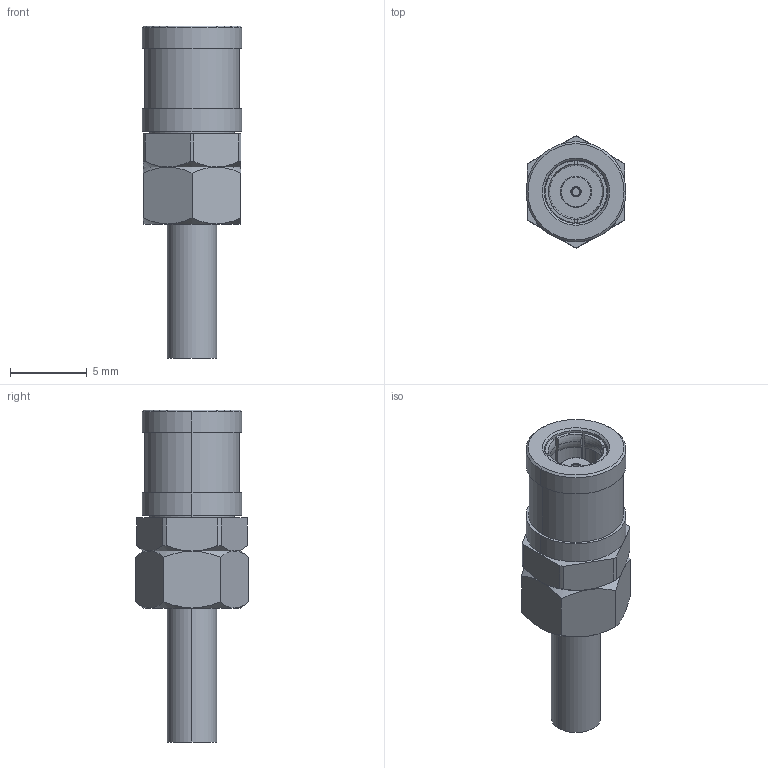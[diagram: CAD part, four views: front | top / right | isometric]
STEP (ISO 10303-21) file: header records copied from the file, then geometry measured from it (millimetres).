
FILE_DESCRIPTION (( 'STEP AP203' ), '1' );
FILE_NAME ('PE4080.step', '2018-05-16T16:31:20', ( '' ), ( '' ), 'SwSTEP 2.0', 'SolidWorks 2017', '' );
FILE_SCHEMA (( 'CONFIG_CONTROL_DESIGN' ));
Length unit declared in the file: inch
Products named in the file (1): PE4080
Bounding box: 6.5 x 7.33 x 21.59 mm (x, y, z)
Volume: 422.1 mm3; surface area: 760.8 mm2
Topology: 2 solids, 2 shells, 130 faces, 306 edges, 192 vertices
Faces by surface type: plane 52, cylinder 36, cone 26, torus 16
Entity records: 4019 total; most frequent: CARTESIAN_POINT 949, DIRECTION 644, ORIENTED_EDGE 612, EDGE_CURVE 306, AXIS2_PLACEMENT_3D 267, VERTEX_POINT 192, EDGE_LOOP 144, CIRCLE 136
